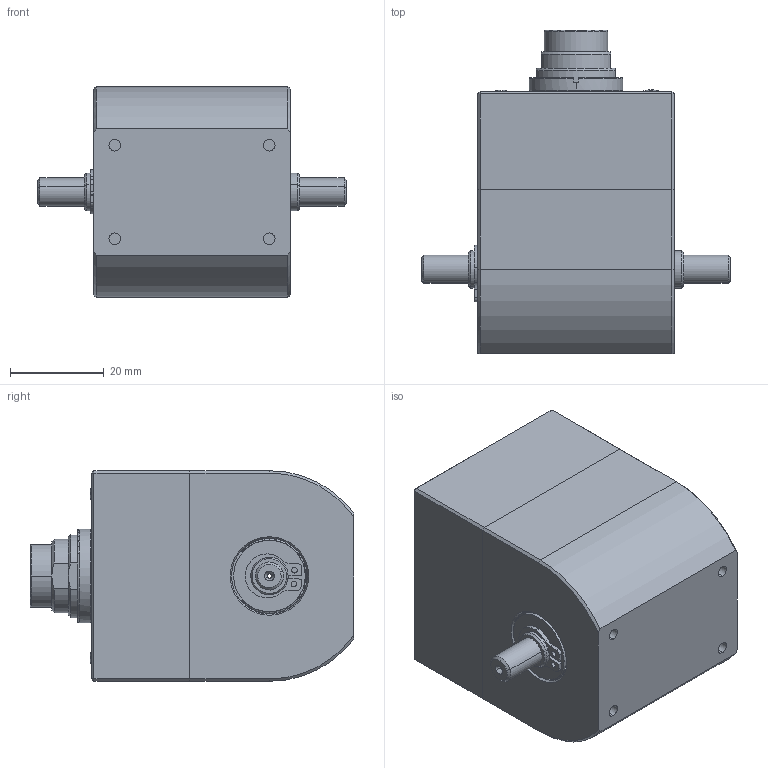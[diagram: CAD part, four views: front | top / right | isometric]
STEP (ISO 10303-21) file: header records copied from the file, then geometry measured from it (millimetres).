
FILE_DESCRIPTION (( 'STEP AP203' ), '1' );
FILE_NAME ('DRBK0.5-2.STEP', '2015-02-20T09:17:29', ( 'nsi' ), ( '' ), 'SwSTEP 2.0', 'SolidWorks 2015', '' );
FILE_SCHEMA (( 'CONFIG_CONTROL_DESIGN' ));
Length unit declared in the file: millimetre
Products named in the file (1): DRBK0.5-2
Bounding box: 66 x 69.1 x 45 mm (x, y, z)
Surface area: 18284.5 mm2 (no closed solid volume)
Topology: 0 solids, 18 shells, 279 faces, 777 edges, 521 vertices
Faces by surface type: plane 92, cylinder 86, cone 58, torus 37, sphere 6
Entity records: 9171 total; most frequent: DIRECTION 1740, CARTESIAN_POINT 1697, ORIENTED_EDGE 1312, EDGE_CURVE 777, AXIS2_PLACEMENT_3D 711, VERTEX_POINT 521, CIRCLE 431, EDGE_LOOP 331
